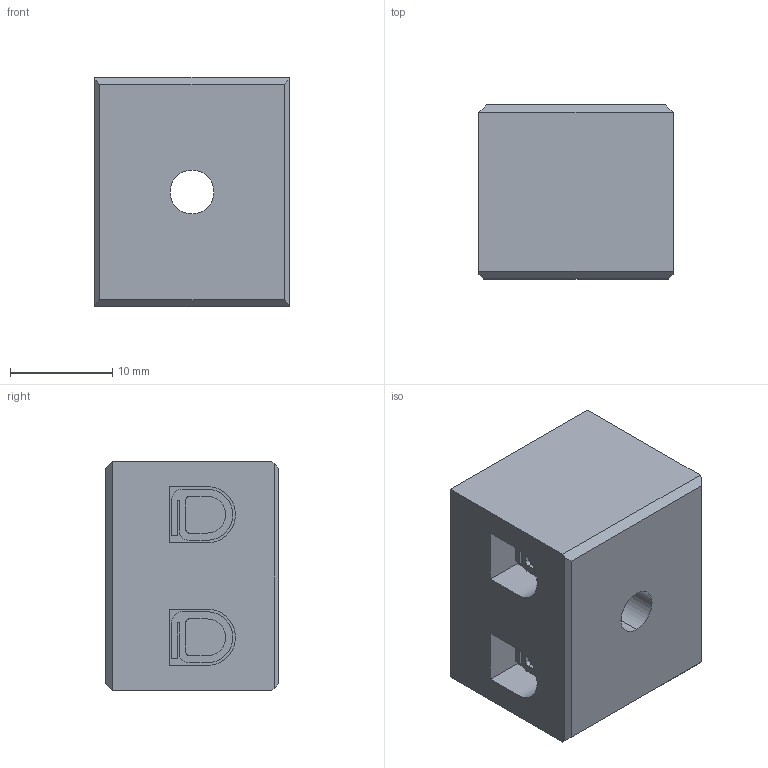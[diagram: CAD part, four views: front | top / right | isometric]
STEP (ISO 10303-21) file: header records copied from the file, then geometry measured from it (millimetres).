
FILE_DESCRIPTION (( 'STEP AP203' ), '1' );
FILE_NAME ('No 1 2 li Steatit Klemens.STEP', '2020-08-21T07:45:40', ( '' ), ( '' ), 'SwSTEP 2.0', 'SolidWorks 2011', '' );
FILE_SCHEMA (( 'CONFIG_CONTROL_DESIGN' ));
Length unit declared in the file: millimetre
Products named in the file (1): No 1 2 li Steatit Klemens
Bounding box: 19 x 17 x 22.5 mm (x, y, z)
Volume: 6128.7 mm3; surface area: 3387.6 mm2
Topology: 1 solids, 1 shells, 181 faces, 445 edges, 290 vertices
Faces by surface type: plane 110, cylinder 55, bspline 8, cone 8
Entity records: 5566 total; most frequent: CARTESIAN_POINT 1117, DIRECTION 927, ORIENTED_EDGE 890, EDGE_CURVE 445, AXIS2_PLACEMENT_3D 324, VERTEX_POINT 290, VECTOR 279, LINE 279
